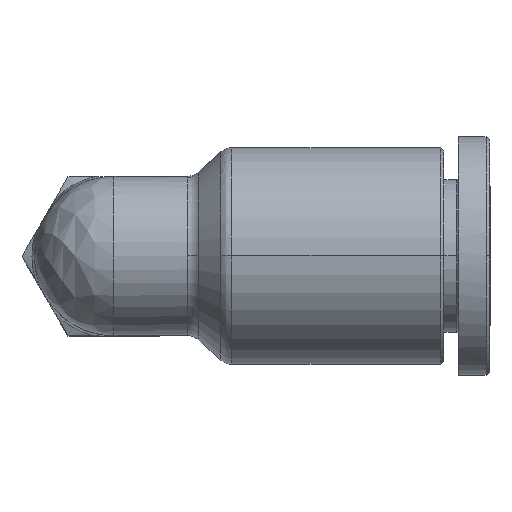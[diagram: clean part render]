
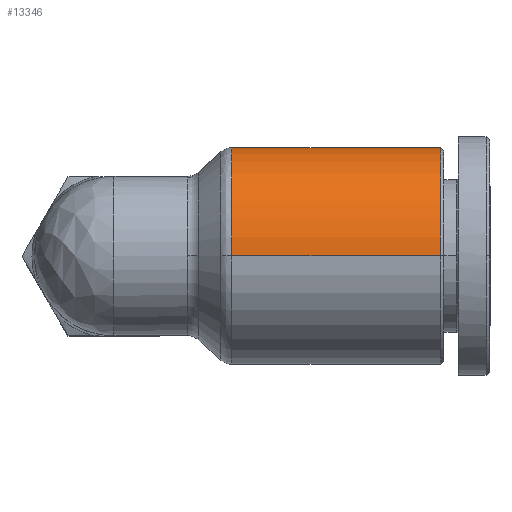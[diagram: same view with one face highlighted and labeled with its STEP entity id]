
A CAD part, top view. The second image highlights one B-rep face of the part: STEP entity #13346.
In plain terms, the highlighted cylindrical face has radius 6.8 mm (diameter 13.6 mm), a partial arc.
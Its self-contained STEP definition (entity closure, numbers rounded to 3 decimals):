
#35 = EDGE_LOOP ( 'NONE', ( #9348, #12723, #6584, #5068 ) ) ;
#2940 = CARTESIAN_POINT ( 'NONE',  ( 13.028, 0., 0. ) ) ;
#3044 = VECTOR ( 'NONE', #4681, 1000. ) ;
#3048 = CARTESIAN_POINT ( 'NONE',  ( 4.528, 0., -6.8 ) ) ;
#3229 = EDGE_CURVE ( 'NONE', #10118, #13333, #14746, .T. ) ;
#3335 = CARTESIAN_POINT ( 'NONE',  ( -0.089, 0., -6.8 ) ) ;
#3746 = EDGE_CURVE ( 'NONE', #10219, #13333, #10957, .T. ) ;
#4054 = EDGE_CURVE ( 'NONE', #10118, #7236, #6637, .T. ) ;
#4159 = DIRECTION ( 'NONE',  ( 0., 0., -1. ) ) ;
#4629 = CARTESIAN_POINT ( 'NONE',  ( 4.528, 0., 6.8 ) ) ;
#4681 = DIRECTION ( 'NONE',  ( 1., 0., 0. ) ) ;
#4685 = CARTESIAN_POINT ( 'NONE',  ( 13.028, 0., -6.8 ) ) ;
#5068 = ORIENTED_EDGE ( 'NONE', *, *, #3229, .F. ) ;
#5121 = DIRECTION ( 'NONE',  ( 0., 0., -1. ) ) ;
#5419 = EDGE_CURVE ( 'NONE', #7236, #10219, #11857, .T. ) ;
#5963 = CARTESIAN_POINT ( 'NONE',  ( 13.028, 0., 6.8 ) ) ;
#6057 = FACE_OUTER_BOUND ( 'NONE', #35, .T. ) ;
#6108 = AXIS2_PLACEMENT_3D ( 'NONE', #7514, #12293, #5121 ) ;
#6584 = ORIENTED_EDGE ( 'NONE', *, *, #3746, .T. ) ;
#6593 = CYLINDRICAL_SURFACE ( 'NONE', #6857, 6.8 ) ;
#6637 = CIRCLE ( 'NONE', #6108, 6.8 ) ;
#6857 = AXIS2_PLACEMENT_3D ( 'NONE', #10847, #14263, #15422 ) ;
#7236 = VERTEX_POINT ( 'NONE', #14156 ) ;
#7514 = CARTESIAN_POINT ( 'NONE',  ( -0.089, 0., 0. ) ) ;
#7689 = DIRECTION ( 'NONE',  ( -1., 0., 0. ) ) ;
#8701 = AXIS2_PLACEMENT_3D ( 'NONE', #2940, #7689, #4159 ) ;
#9348 = ORIENTED_EDGE ( 'NONE', *, *, #4054, .T. ) ;
#9993 = DIRECTION ( 'NONE',  ( 1., 0., 0. ) ) ;
#10118 = VERTEX_POINT ( 'NONE', #3335 ) ;
#10219 = VERTEX_POINT ( 'NONE', #5963 ) ;
#10847 = CARTESIAN_POINT ( 'NONE',  ( 4.528, 0., 0. ) ) ;
#10957 = CIRCLE ( 'NONE', #8701, 6.8 ) ;
#11857 = LINE ( 'NONE', #4629, #3044 ) ;
#12293 = DIRECTION ( 'NONE',  ( 1., 0., 0. ) ) ;
#12723 = ORIENTED_EDGE ( 'NONE', *, *, #5419, .T. ) ;
#13333 = VERTEX_POINT ( 'NONE', #4685 ) ;
#13346 = ADVANCED_FACE ( 'NONE', ( #6057 ), #6593, .T. ) ;
#13596 = VECTOR ( 'NONE', #9993, 1000. ) ;
#14156 = CARTESIAN_POINT ( 'NONE',  ( -0.089, 0., 6.8 ) ) ;
#14263 = DIRECTION ( 'NONE',  ( 1., 0., 0. ) ) ;
#14746 = LINE ( 'NONE', #3048, #13596 ) ;
#15422 = DIRECTION ( 'NONE',  ( 0., 0., -1. ) ) ;
